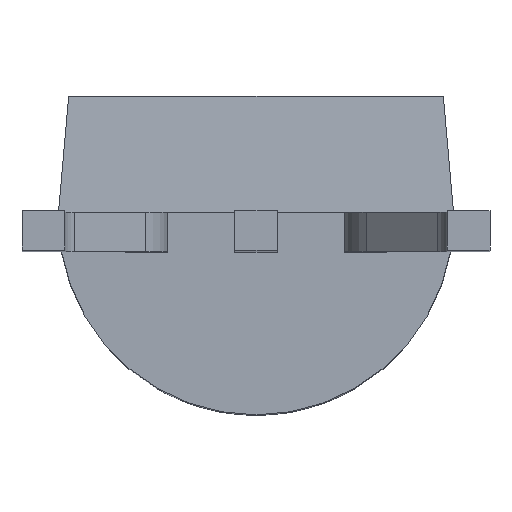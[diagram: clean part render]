
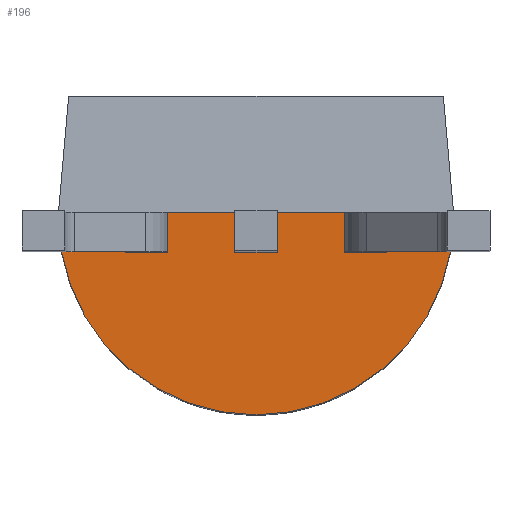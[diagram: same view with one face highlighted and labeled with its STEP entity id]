
A CAD part, top view. The second image highlights one B-rep face of the part: STEP entity #196.
In plain terms, the highlighted planar face has unit normal (0, 0, 1).
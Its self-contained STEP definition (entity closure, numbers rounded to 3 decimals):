
#63 = CARTESIAN_POINT ( 'NONE',  ( 0., -0.059, 2.665 ) ) ;
#66 = AXIS2_PLACEMENT_3D ( 'NONE', #1375, #1136, #759 ) ;
#114 = AXIS2_PLACEMENT_3D ( 'NONE', #132, #1464, #252 ) ;
#132 = CARTESIAN_POINT ( 'NONE',  ( 0., -0.059, 2.665 ) ) ;
#196 = ADVANCED_FACE ( 'NONE', ( #203 ), #1372, .T. ) ;
#203 = FACE_OUTER_BOUND ( 'NONE', #362, .T. ) ;
#252 = DIRECTION ( 'NONE',  ( 1., 0., 0. ) ) ;
#269 = CARTESIAN_POINT ( 'NONE',  ( 0., -0.059, 2.665 ) ) ;
#305 = CIRCLE ( 'NONE', #1120, 2.601 ) ;
#356 = EDGE_CURVE ( 'NONE', #471, #1084, #305, .T. ) ;
#362 = EDGE_LOOP ( 'NONE', ( #1489, #964, #926, #1351 ) ) ;
#471 = VERTEX_POINT ( 'NONE', #1427 ) ;
#553 = DIRECTION ( 'NONE',  ( 0., 0., 1. ) ) ;
#714 = CARTESIAN_POINT ( 'NONE',  ( -2.6, 0., 2.665 ) ) ;
#733 = EDGE_CURVE ( 'NONE', #1279, #471, #1381, .T. ) ;
#749 = DIRECTION ( 'NONE',  ( 0., 0., 1. ) ) ;
#759 = DIRECTION ( 'NONE',  ( 1., 0., 0. ) ) ;
#816 = CIRCLE ( 'NONE', #114, 2.601 ) ;
#867 = DIRECTION ( 'NONE',  ( 1., 0., 0. ) ) ;
#926 = ORIENTED_EDGE ( 'NONE', *, *, #356, .T. ) ;
#964 = ORIENTED_EDGE ( 'NONE', *, *, #733, .T. ) ;
#1009 = EDGE_CURVE ( 'NONE', #1328, #1084, #1188, .T. ) ;
#1084 = VERTEX_POINT ( 'NONE', #1580 ) ;
#1120 = AXIS2_PLACEMENT_3D ( 'NONE', #63, #553, #1286 ) ;
#1136 = DIRECTION ( 'NONE',  ( 0., 0., 1. ) ) ;
#1188 = LINE ( 'NONE', #714, #1481 ) ;
#1256 = EDGE_CURVE ( 'NONE', #1328, #1279, #816, .T. ) ;
#1279 = VERTEX_POINT ( 'NONE', #1350 ) ;
#1286 = DIRECTION ( 'NONE',  ( 1., 0., 0. ) ) ;
#1328 = VERTEX_POINT ( 'NONE', #1376 ) ;
#1350 = CARTESIAN_POINT ( 'NONE',  ( -2.601, -0.059, 2.665 ) ) ;
#1351 = ORIENTED_EDGE ( 'NONE', *, *, #1009, .F. ) ;
#1372 = PLANE ( 'NONE',  #66 ) ;
#1375 = CARTESIAN_POINT ( 'NONE',  ( 0., -0.059, 2.665 ) ) ;
#1376 = CARTESIAN_POINT ( 'NONE',  ( -2.6, 0., 2.665 ) ) ;
#1381 = CIRCLE ( 'NONE', #1467, 2.601 ) ;
#1427 = CARTESIAN_POINT ( 'NONE',  ( 2.601, -0.059, 2.665 ) ) ;
#1431 = DIRECTION ( 'NONE',  ( 1., 0., 0. ) ) ;
#1464 = DIRECTION ( 'NONE',  ( 0., 0., 1. ) ) ;
#1467 = AXIS2_PLACEMENT_3D ( 'NONE', #269, #749, #867 ) ;
#1481 = VECTOR ( 'NONE', #1431, 1000. ) ;
#1489 = ORIENTED_EDGE ( 'NONE', *, *, #1256, .T. ) ;
#1580 = CARTESIAN_POINT ( 'NONE',  ( 2.6, 0., 2.665 ) ) ;
